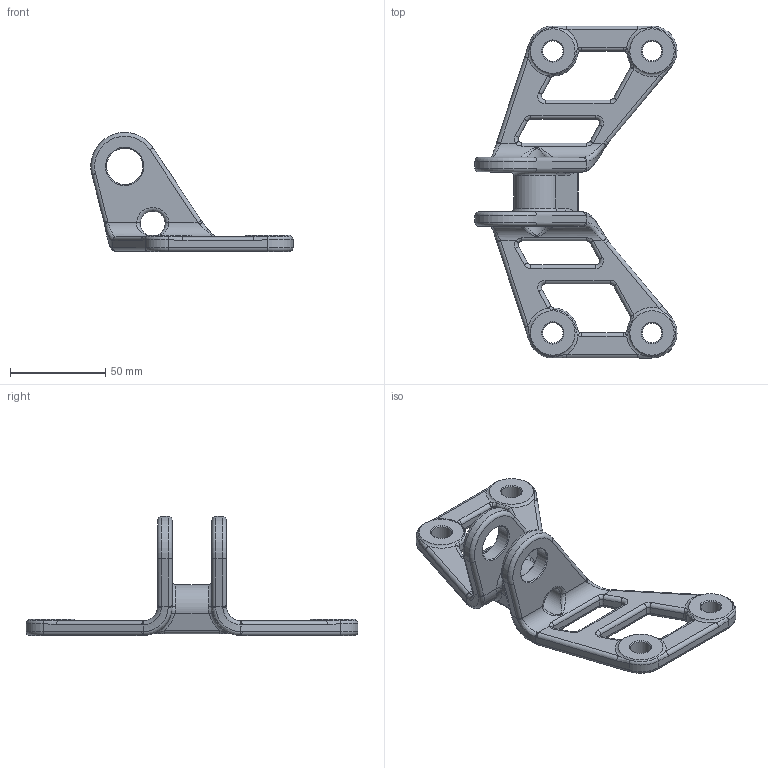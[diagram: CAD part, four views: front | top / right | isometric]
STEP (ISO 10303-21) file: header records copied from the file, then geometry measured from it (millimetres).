
FILE_DESCRIPTION((''),'2;1');
FILE_NAME('Part24.stp','2013-08-11T10:26:48',('H.Eskandary'),(''),'Autodesk Inventor 2013','Autodesk Inventor 2013','');
FILE_SCHEMA(('AUTOMOTIVE_DESIGN { 1 0 10303 214 1 1 1 1 }'));
Length unit declared in the file: millimetre
Products named in the file (1): Part24
Bounding box: 106.13 x 174.37 x 62.5 mm (x, y, z)
Volume: 92645.6 mm3; surface area: 33123.9 mm2
Topology: 1 solids, 1 shells, 315 faces, 767 edges, 430 vertices
Faces by surface type: cylinder 98, bspline 90, torus 68, plane 43, cone 12, sphere 4
Full cylindrical faces by diameter (mm): 10.312 x2, 10.668 x2, 13 x1, 19.113 x2
Entity records: 11465 total; most frequent: CARTESIAN_POINT 4574, ORIENTED_EDGE 1448, DIRECTION 1397, EDGE_CURVE 724, AXIS2_PLACEMENT_3D 606, VERTEX_POINT 426, CIRCLE 356, EDGE_LOOP 352
